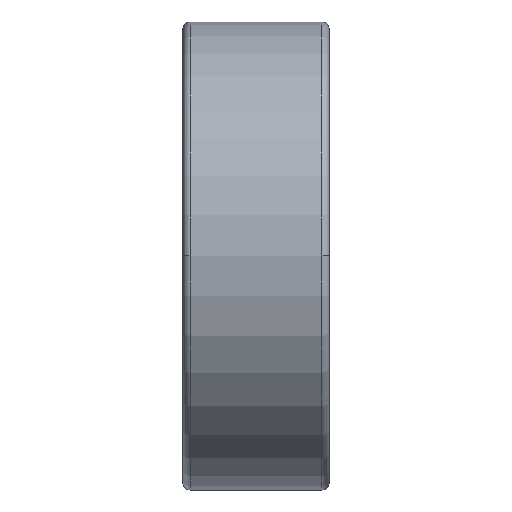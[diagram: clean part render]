
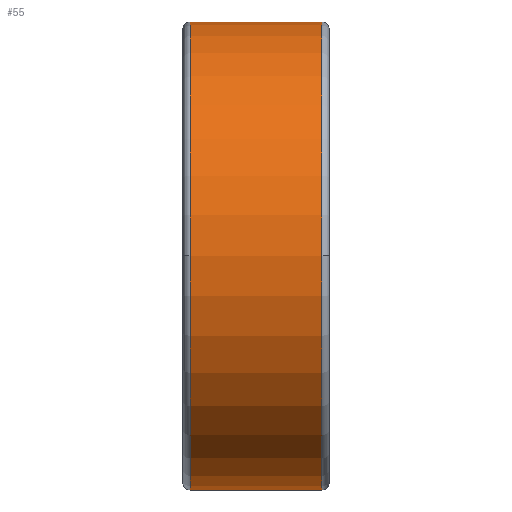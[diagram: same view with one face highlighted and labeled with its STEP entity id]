
A CAD part, top view. The second image highlights one B-rep face of the part: STEP entity #55.
In plain terms, the highlighted cylindrical face has radius 16 mm (diameter 32 mm), a partial arc.
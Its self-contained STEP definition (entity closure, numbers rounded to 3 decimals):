
#55=ADVANCED_FACE('',(#129),#130,.T.);
#129=FACE_OUTER_BOUND('',#269,.T.);
#130=CYLINDRICAL_SURFACE('',#270,16.0);
#269=EDGE_LOOP('',(#460,#461,#462,#463,#464,#465));
#270=AXIS2_PLACEMENT_3D('',#466,#467,#468);
#460=ORIENTED_EDGE('',*,*,#946,.F.);
#461=ORIENTED_EDGE('',*,*,#947,.T.);
#462=ORIENTED_EDGE('',*,*,#948,.T.);
#463=ORIENTED_EDGE('',*,*,#949,.F.);
#464=ORIENTED_EDGE('',*,*,#950,.T.);
#465=ORIENTED_EDGE('',*,*,#951,.T.);
#466=CARTESIAN_POINT('',(2.75,0.0,0.0));
#467=DIRECTION('',(1.0,0.0,0.0));
#468=DIRECTION('',(0.0,1.0,0.0));
#946=EDGE_CURVE('',#1144,#1145,#1146,.T.);
#947=EDGE_CURVE('',#1144,#1147,#1148,.T.);
#948=EDGE_CURVE('',#1147,#1149,#1150,.T.);
#949=EDGE_CURVE('',#1151,#1149,#1152,.T.);
#950=EDGE_CURVE('',#1151,#1153,#1154,.T.);
#951=EDGE_CURVE('',#1153,#1145,#1155,.T.);
#1144=VERTEX_POINT('',#1429);
#1145=VERTEX_POINT('',#1430);
#1146=LINE('',#1431,#1432);
#1147=VERTEX_POINT('',#1433);
#1148=CIRCLE('',#1434,16.0);
#1149=VERTEX_POINT('',#1435);
#1150=CIRCLE('',#1436,16.0);
#1151=VERTEX_POINT('',#1437);
#1152=LINE('',#1438,#1439);
#1153=VERTEX_POINT('',#1440);
#1154=CIRCLE('',#1441,16.0);
#1155=CIRCLE('',#1442,16.0);
#1429=CARTESIAN_POINT('',(0.5,16.0,0.0));
#1430=CARTESIAN_POINT('',(9.5,16.0,0.));
#1431=CARTESIAN_POINT('',(2.75,16.0,0.));
#1432=VECTOR('',#1758,1.0);
#1433=CARTESIAN_POINT('',(0.5,0.,16.0));
#1434=AXIS2_PLACEMENT_3D('',#1759,#1760,#1761);
#1435=CARTESIAN_POINT('',(0.5,-16.0,0.));
#1436=AXIS2_PLACEMENT_3D('',#1762,#1763,#1764);
#1437=CARTESIAN_POINT('',(9.5,-16.0,0.));
#1438=CARTESIAN_POINT('',(2.75,-16.0,0.));
#1439=VECTOR('',#1765,1.0);
#1440=CARTESIAN_POINT('',(9.5,0.,16.0));
#1441=AXIS2_PLACEMENT_3D('',#1766,#1767,#1768);
#1442=AXIS2_PLACEMENT_3D('',#1769,#1770,#1771);
#1758=DIRECTION('',(1.0,0.0,0.0));
#1759=CARTESIAN_POINT('',(0.5,0.0,0.0));
#1760=DIRECTION('',(1.0,0.0,0.0));
#1761=DIRECTION('',(0.0,1.0,0.0));
#1762=CARTESIAN_POINT('',(0.5,0.0,0.0));
#1763=DIRECTION('',(1.0,0.0,0.0));
#1764=DIRECTION('',(0.0,1.0,0.0));
#1765=DIRECTION('',(-1.0,-0.0,-0.0));
#1766=CARTESIAN_POINT('',(9.5,0.0,0.));
#1767=DIRECTION('',(-1.0,0.0,0.));
#1768=DIRECTION('',(0.0,1.0,0.0));
#1769=CARTESIAN_POINT('',(9.5,0.0,0.));
#1770=DIRECTION('',(-1.0,0.0,0.));
#1771=DIRECTION('',(0.0,1.0,0.0));
